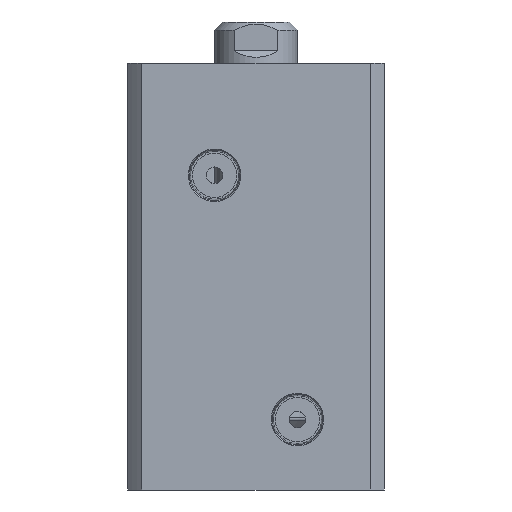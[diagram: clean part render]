
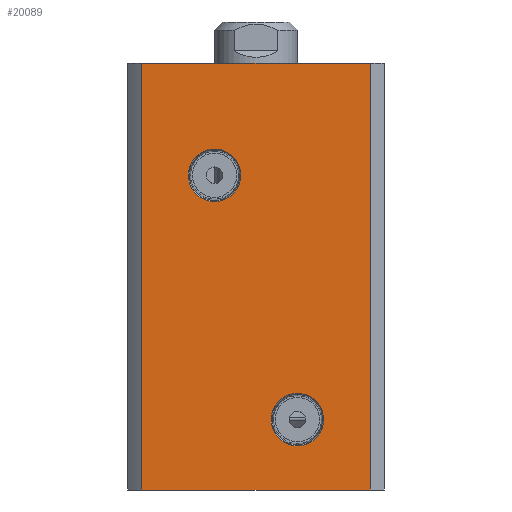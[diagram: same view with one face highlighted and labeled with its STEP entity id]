
A CAD part, left-side view. The second image highlights one B-rep face of the part: STEP entity #20089.
In plain terms, the highlighted planar face has unit normal (-1, 0, 0).
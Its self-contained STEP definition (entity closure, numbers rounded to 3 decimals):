
#88 = CARTESIAN_POINT ( 'NONE',  ( -31., 27.591, -51.5 ) ) ;
#472 = EDGE_CURVE ( 'NONE', #23786, #22469, #19664, .T. ) ;
#982 = EDGE_CURVE ( 'NONE', #22545, #23489, #8933, .T. ) ;
#1233 = VERTEX_POINT ( 'NONE', #3083 ) ;
#1368 = CARTESIAN_POINT ( 'NONE',  ( -31., 10., 24.5 ) ) ;
#1938 = CARTESIAN_POINT ( 'NONE',  ( -31., 27.591, 51.5 ) ) ;
#2102 = VERTEX_POINT ( 'NONE', #12430 ) ;
#3083 = CARTESIAN_POINT ( 'NONE',  ( -31., 10., 30.835 ) ) ;
#3207 = CARTESIAN_POINT ( 'NONE',  ( -31., 10., 24.5 ) ) ;
#3925 = FACE_OUTER_BOUND ( 'NONE', #20522, .T. ) ;
#3942 = CIRCLE ( 'NONE', #6720, 6.335 ) ;
#4353 = EDGE_CURVE ( 'NONE', #20339, #1233, #18510, .T. ) ;
#4403 = EDGE_CURVE ( 'NONE', #1233, #20339, #20260, .T. ) ;
#4470 = CARTESIAN_POINT ( 'NONE',  ( -31., 27.591, 51.5 ) ) ;
#4517 = AXIS2_PLACEMENT_3D ( 'NONE', #17565, #13853, #6550 ) ;
#4708 = ORIENTED_EDGE ( 'NONE', *, *, #21920, .T. ) ;
#4878 = VECTOR ( 'NONE', #19187, 1000. ) ;
#5030 = DIRECTION ( 'NONE',  ( -1., 0., 0. ) ) ;
#5129 = CARTESIAN_POINT ( 'NONE',  ( -31., 27.591, 51.5 ) ) ;
#5585 = PLANE ( 'NONE',  #16849 ) ;
#5628 = FACE_BOUND ( 'NONE', #15695, .T. ) ;
#5873 = ORIENTED_EDGE ( 'NONE', *, *, #18185, .F. ) ;
#6095 = EDGE_LOOP ( 'NONE', ( #10123, #8636 ) ) ;
#6221 = EDGE_CURVE ( 'NONE', #11185, #2102, #21662, .T. ) ;
#6383 = CARTESIAN_POINT ( 'NONE',  ( -31., -27.591, -51.5 ) ) ;
#6550 = DIRECTION ( 'NONE',  ( 0., 0., 1. ) ) ;
#6720 = AXIS2_PLACEMENT_3D ( 'NONE', #18692, #20152, #16432 ) ;
#8636 = ORIENTED_EDGE ( 'NONE', *, *, #4353, .F. ) ;
#8933 = CIRCLE ( 'NONE', #4517, 6.335 ) ;
#9080 = LINE ( 'NONE', #12737, #15458 ) ;
#10025 = CARTESIAN_POINT ( 'NONE',  ( -31., 10., 18.165 ) ) ;
#10123 = ORIENTED_EDGE ( 'NONE', *, *, #4403, .F. ) ;
#10144 = EDGE_CURVE ( 'NONE', #2102, #22469, #18283, .T. ) ;
#10352 = CARTESIAN_POINT ( 'NONE',  ( -31., -27.591, 51.5 ) ) ;
#10626 = ORIENTED_EDGE ( 'NONE', *, *, #982, .F. ) ;
#11185 = VERTEX_POINT ( 'NONE', #5129 ) ;
#11837 = ORIENTED_EDGE ( 'NONE', *, *, #6221, .F. ) ;
#12301 = AXIS2_PLACEMENT_3D ( 'NONE', #3207, #5030, #17899 ) ;
#12384 = CARTESIAN_POINT ( 'NONE',  ( -31., 27.591, -51.5 ) ) ;
#12430 = CARTESIAN_POINT ( 'NONE',  ( -31., -27.591, 51.5 ) ) ;
#12737 = CARTESIAN_POINT ( 'NONE',  ( -31., 27.591, 51.5 ) ) ;
#13323 = VECTOR ( 'NONE', #14523, 1000. ) ;
#13564 = AXIS2_PLACEMENT_3D ( 'NONE', #1368, #16115, #17987 ) ;
#13853 = DIRECTION ( 'NONE',  ( -1., 0., 0. ) ) ;
#14523 = DIRECTION ( 'NONE',  ( 0., -1., 0. ) ) ;
#15458 = VECTOR ( 'NONE', #22465, 1000. ) ;
#15695 = EDGE_LOOP ( 'NONE', ( #5873, #10626 ) ) ;
#16057 = FACE_BOUND ( 'NONE', #6095, .T. ) ;
#16115 = DIRECTION ( 'NONE',  ( -1., 0., 0. ) ) ;
#16432 = DIRECTION ( 'NONE',  ( 0., 0., 1. ) ) ;
#16849 = AXIS2_PLACEMENT_3D ( 'NONE', #1938, #20153, #20400 ) ;
#16864 = VECTOR ( 'NONE', #17422, 1000. ) ;
#16974 = CARTESIAN_POINT ( 'NONE',  ( -31., -10., -28.165 ) ) ;
#17422 = DIRECTION ( 'NONE',  ( 0., 0., -1. ) ) ;
#17565 = CARTESIAN_POINT ( 'NONE',  ( -31., -10., -34.5 ) ) ;
#17899 = DIRECTION ( 'NONE',  ( 0., 0., 1. ) ) ;
#17987 = DIRECTION ( 'NONE',  ( 0., 0., 1. ) ) ;
#18185 = EDGE_CURVE ( 'NONE', #23489, #22545, #3942, .T. ) ;
#18283 = LINE ( 'NONE', #10352, #16864 ) ;
#18510 = CIRCLE ( 'NONE', #12301, 6.335 ) ;
#18692 = CARTESIAN_POINT ( 'NONE',  ( -31., -10., -34.5 ) ) ;
#19187 = DIRECTION ( 'NONE',  ( 0., -1., 0. ) ) ;
#19664 = LINE ( 'NONE', #88, #13323 ) ;
#19670 = ORIENTED_EDGE ( 'NONE', *, *, #472, .T. ) ;
#20089 = ADVANCED_FACE ( 'NONE', ( #16057, #5628, #3925 ), #5585, .F. ) ;
#20152 = DIRECTION ( 'NONE',  ( -1., 0., 0. ) ) ;
#20153 = DIRECTION ( 'NONE',  ( 1., 0., 0. ) ) ;
#20260 = CIRCLE ( 'NONE', #13564, 6.335 ) ;
#20339 = VERTEX_POINT ( 'NONE', #10025 ) ;
#20400 = DIRECTION ( 'NONE',  ( 0., 1., 0. ) ) ;
#20522 = EDGE_LOOP ( 'NONE', ( #19670, #22051, #11837, #4708 ) ) ;
#21662 = LINE ( 'NONE', #4470, #4878 ) ;
#21920 = EDGE_CURVE ( 'NONE', #11185, #23786, #9080, .T. ) ;
#22051 = ORIENTED_EDGE ( 'NONE', *, *, #10144, .F. ) ;
#22465 = DIRECTION ( 'NONE',  ( 0., 0., -1. ) ) ;
#22469 = VERTEX_POINT ( 'NONE', #6383 ) ;
#22545 = VERTEX_POINT ( 'NONE', #23550 ) ;
#23489 = VERTEX_POINT ( 'NONE', #16974 ) ;
#23550 = CARTESIAN_POINT ( 'NONE',  ( -31., -10., -40.835 ) ) ;
#23786 = VERTEX_POINT ( 'NONE', #12384 ) ;
